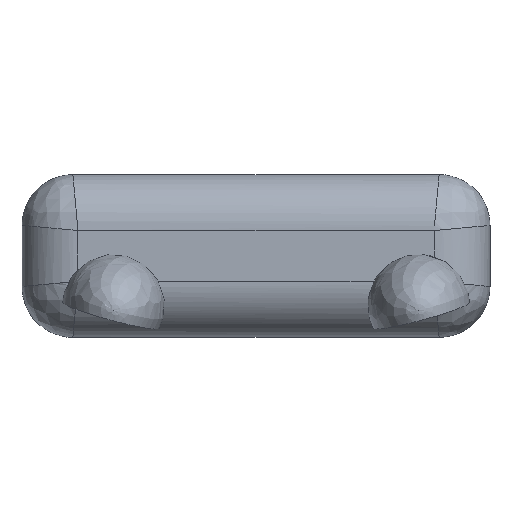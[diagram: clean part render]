
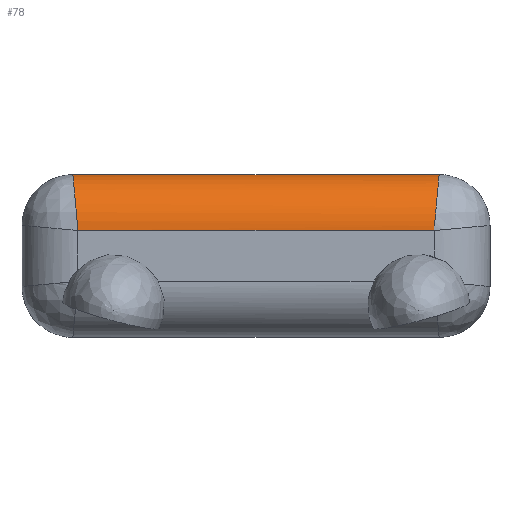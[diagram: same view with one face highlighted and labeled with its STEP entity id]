
A CAD part, top view. The second image highlights one B-rep face of the part: STEP entity #78.
In plain terms, the highlighted cylindrical face has radius 5.5 mm (diameter 11 mm), a partial arc.
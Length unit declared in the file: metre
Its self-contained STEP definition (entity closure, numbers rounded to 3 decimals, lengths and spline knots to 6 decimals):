
#78=ADVANCED_FACE('10:33713',(#185),#186,.T.);
#185=FACE_OUTER_BOUND('',#621,.T.);
#186=CYLINDRICAL_SURFACE('',#622,0.0055);
#621=EDGE_LOOP('',(#1010,#1011,#1012,#1013));
#622=AXIS2_PLACEMENT_3D('',#1014,#1015,#1016);
#1010=ORIENTED_EDGE('',*,*,#1366,.F.);
#1011=ORIENTED_EDGE('',*,*,#1367,.T.);
#1012=ORIENTED_EDGE('',*,*,#1358,.F.);
#1013=ORIENTED_EDGE('',*,*,#1368,.F.);
#1014=CARTESIAN_POINT('',(0.,0.01822,0.053906));
#1015=DIRECTION('',(1.0,0.0,0.0));
#1016=DIRECTION('',(-0.0,0.707,0.707));
#1358=EDGE_CURVE('10:41294',#1527,#1515,#1529,.T.);
#1366=EDGE_CURVE('10:41288',#1542,#1543,#1544,.T.);
#1367=EDGE_CURVE('10:33761',#1542,#1515,#1545,.T.);
#1368=EDGE_CURVE('10:13496',#1543,#1527,#1546,.T.);
#1515=VERTEX_POINT('',#1831);
#1527=VERTEX_POINT('',#1910);
#1529=B_SPLINE_CURVE_WITH_KNOTS('',3,(#1917,#1918,#1919,#1920,#1921,#1922,#1923,#1924,#1925,#1926,#1927,#1928,#1929,#1930),.UNSPECIFIED.,.F.,.F.,(4,2,2,2,2,2,4),(0.0,0.000461,0.111128,0.288197,0.571506,0.995331,1.0),.UNSPECIFIED.);
#1542=VERTEX_POINT('',#1996);
#1543=VERTEX_POINT('',#1997);
#1544=B_SPLINE_CURVE_WITH_KNOTS('',3,(#1998,#1999,#2000,#2001,#2002,#2003,#2004,#2005,#2006,#2007,#2008,#2009,#2010,#2011),.UNSPECIFIED.,.F.,.F.,(4,2,2,2,2,2,4),(0.0,0.004669,0.428494,0.711803,0.888872,0.999539,1.0),.UNSPECIFIED.);
#1545=LINE('',#2012,#2013);
#1546=LINE('',#2014,#2015);
#1831=CARTESIAN_POINT('',(0.0175,0.01822,0.059406));
#1910=CARTESIAN_POINT('',(0.018,0.02372,0.053906));
#1917=CARTESIAN_POINT('',(0.018,0.02372,0.053906));
#1918=CARTESIAN_POINT('',(0.018,0.02372,0.053907));
#1919=CARTESIAN_POINT('',(0.018,0.02372,0.053909));
#1920=CARTESIAN_POINT('',(0.018,0.02372,0.054299));
#1921=CARTESIAN_POINT('',(0.017996,0.023677,0.054689));
#1922=CARTESIAN_POINT('',(0.017977,0.023471,0.05565));
#1923=CARTESIAN_POINT('',(0.017957,0.023246,0.056206));
#1924=CARTESIAN_POINT('',(0.017891,0.022523,0.057444));
#1925=CARTESIAN_POINT('',(0.017838,0.021935,0.058033));
#1926=CARTESIAN_POINT('',(0.017694,0.020355,0.059101));
#1927=CARTESIAN_POINT('',(0.017598,0.019299,0.059399));
#1928=CARTESIAN_POINT('',(0.017502,0.018243,0.059405));
#1929=CARTESIAN_POINT('',(0.017501,0.018232,0.059406));
#1930=CARTESIAN_POINT('',(0.0175,0.01822,0.059406));
#1996=CARTESIAN_POINT('',(-0.0175,0.01822,0.059406));
#1997=CARTESIAN_POINT('',(-0.018,0.02372,0.053906));
#1998=CARTESIAN_POINT('',(-0.0175,0.01822,0.059406));
#1999=CARTESIAN_POINT('',(-0.017501,0.018232,0.059406));
#2000=CARTESIAN_POINT('',(-0.017502,0.018243,0.059405));
#2001=CARTESIAN_POINT('',(-0.017598,0.019299,0.059399));
#2002=CARTESIAN_POINT('',(-0.017694,0.020355,0.059101));
#2003=CARTESIAN_POINT('',(-0.017838,0.021935,0.058033));
#2004=CARTESIAN_POINT('',(-0.017891,0.022523,0.057444));
#2005=CARTESIAN_POINT('',(-0.017957,0.023246,0.056206));
#2006=CARTESIAN_POINT('',(-0.017977,0.023471,0.05565));
#2007=CARTESIAN_POINT('',(-0.017996,0.023677,0.054689));
#2008=CARTESIAN_POINT('',(-0.018,0.02372,0.054299));
#2009=CARTESIAN_POINT('',(-0.018,0.02372,0.053909));
#2010=CARTESIAN_POINT('',(-0.018,0.02372,0.053907));
#2011=CARTESIAN_POINT('',(-0.018,0.02372,0.053906));
#2012=CARTESIAN_POINT('',(0.,0.01822,0.059406));
#2013=VECTOR('',#2448,1.0);
#2014=CARTESIAN_POINT('',(-0.02,0.02372,0.053906));
#2015=VECTOR('',#2449,1.0);
#2448=DIRECTION('',(1.0,0.0,0.0));
#2449=DIRECTION('',(1.0,0.0,0.0));
